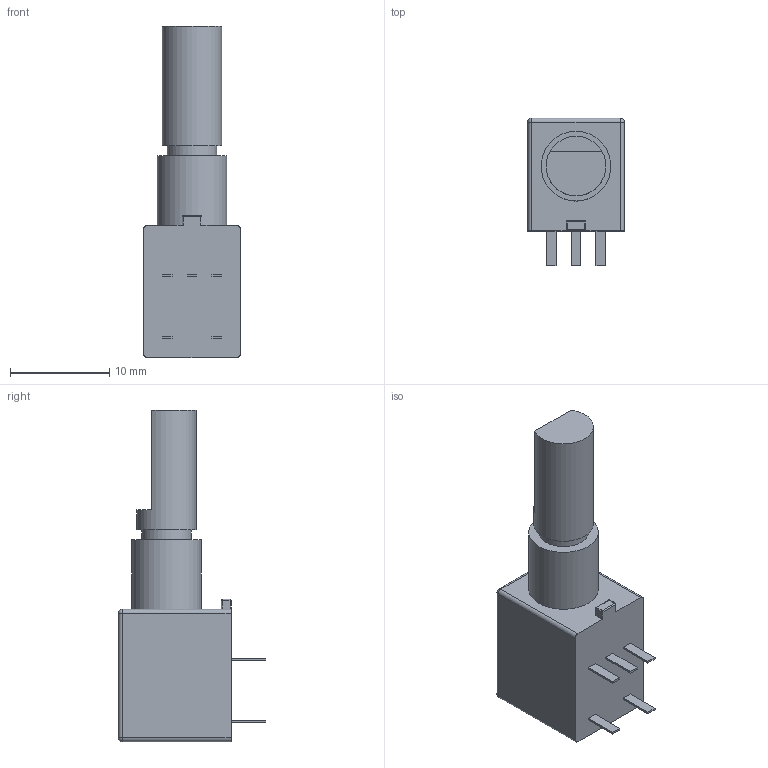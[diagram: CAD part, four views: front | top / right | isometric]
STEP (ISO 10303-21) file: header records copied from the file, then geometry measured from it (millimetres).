
FILE_DESCRIPTION(/* description */ (''),/* implementation_level */ '2;1');
FILE_NAME(/* name */ 'Bourns PEC09 encoder.stp',/* time_stamp */ '2015-05-04T12:35:33+02:00',/* author */ (''),/* organization */ (''),/* preprocessor_version */ 'ST-DEVELOPER v16',/* originating_system */ 'Autodesk Translator Framework v4.0.0.4510',/* authorisation */ '');
FILE_SCHEMA (('AUTOMOTIVE_DESIGN { 1 0 10303 214 3 1 1 }'));
Length unit declared in the file: centimetre
Products named in the file (2): Component1; Bourns PEC09 encoder v4
Assembly tree (1 placements, depth 2):
  Bourns PEC09 encoder v4
    Component1
Bounding box: 9.7 x 14.85 x 33.3 mm (x, y, z)
Volume: 2039.7 mm3; surface area: 1255.3 mm2
Topology: 7 solids, 7 shells, 73 faces, 147 edges, 90 vertices
Faces by surface type: plane 46, cylinder 19, sphere 8
Full cylindrical faces by diameter (mm): 5 x1, 6 x1, 7 x1
Entity records: 1897 total; most frequent: DIRECTION 334, CARTESIAN_POINT 308, ORIENTED_EDGE 286, EDGE_CURVE 143, AXIS2_PLACEMENT_3D 115, LINE 104, VECTOR 104, VERTEX_POINT 89
